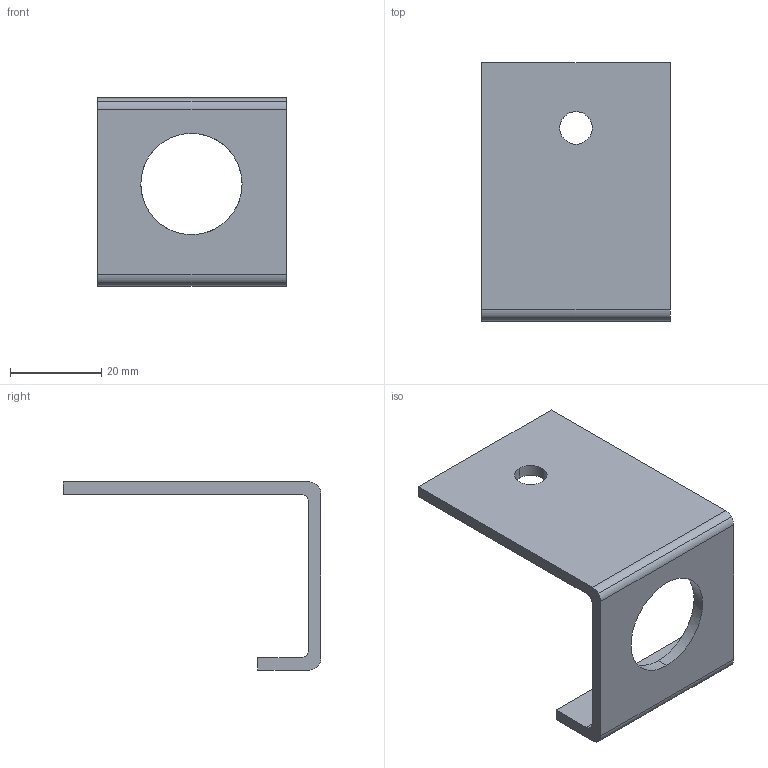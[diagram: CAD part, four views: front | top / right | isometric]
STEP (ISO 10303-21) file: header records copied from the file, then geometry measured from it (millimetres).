
FILE_DESCRIPTION(('TurboCAD Mac Pro'),'Build 980');
FILE_NAME('P3521-50.stp',' ',(''),(''),'ACIS Interop','IMSI','TurboCAD Mac Pro BY IMSI, INCORPORATED');
FILE_SCHEMA(('automotive_design'));
Length unit declared in the file: inch
Products named in the file (1): 1
Bounding box: 41.27 x 56.63 x 41.27 mm (x, y, z)
Volume: 10471.7 mm3; surface area: 8800.9 mm2
Topology: 1 solids, 1 shells, 26 faces, 72 edges, 48 vertices
Faces by surface type: plane 10, cylinder 8, bspline 8
Entity records: 1460 total; most frequent: CARTESIAN_POINT 251, ORIENTED_EDGE 144, DIRECTION 110, STYLED_ITEM 95, PRESENTATION_STYLE_ASSIGNMENT 95, COLOUR_RGB 95, EDGE_CURVE 72, CURVE_STYLE 68
